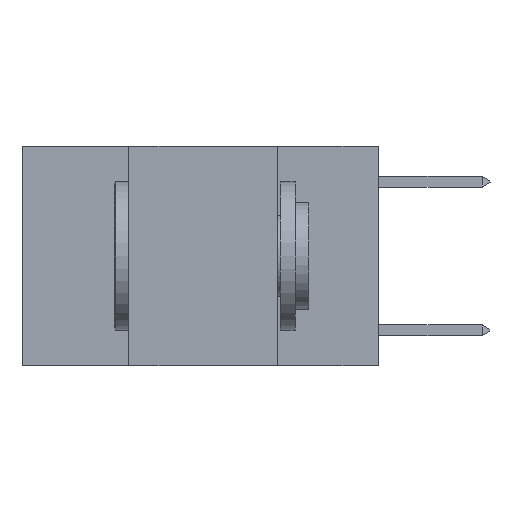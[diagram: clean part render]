
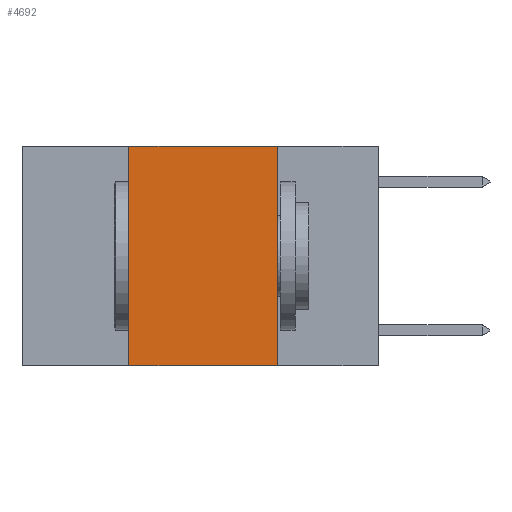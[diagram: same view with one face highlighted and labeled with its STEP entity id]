
A CAD part, left-side view. The second image highlights one B-rep face of the part: STEP entity #4692.
In plain terms, the highlighted planar face has unit normal (-1, 0, 0).
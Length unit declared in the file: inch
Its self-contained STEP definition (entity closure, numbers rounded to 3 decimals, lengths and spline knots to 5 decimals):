
#528 = LINE ( 'NONE', #5304, #2191 ) ;
#692 = ORIENTED_EDGE ( 'NONE', *, *, #5533, .F. ) ;
#1216 = CARTESIAN_POINT ( 'NONE',  ( 0., 0.42, 0. ) ) ;
#1399 = CARTESIAN_POINT ( 'NONE',  ( 0., 0.17, 0. ) ) ;
#2189 = CARTESIAN_POINT ( 'NONE',  ( 0., 0.6, -0.37 ) ) ;
#2191 = VECTOR ( 'NONE', #8150, 39.37008 ) ;
#2243 = CARTESIAN_POINT ( 'NONE',  ( 0., 0.6, 0. ) ) ;
#2649 = EDGE_CURVE ( 'NONE', #5353, #3163, #528, .T. ) ;
#2810 = EDGE_LOOP ( 'NONE', ( #692, #7601, #8749, #8110 ) ) ;
#2812 = VECTOR ( 'NONE', #2822, 39.37008 ) ;
#2822 = DIRECTION ( 'NONE',  ( 0., 0., -1. ) ) ;
#2893 = EDGE_CURVE ( 'NONE', #7433, #5353, #6262, .T. ) ;
#2953 = DIRECTION ( 'NONE',  ( 1., 0., 0. ) ) ;
#3012 = EDGE_CURVE ( 'NONE', #7433, #6300, #6594, .T. ) ;
#3033 = LINE ( 'NONE', #1399, #2812 ) ;
#3163 = VERTEX_POINT ( 'NONE', #8704 ) ;
#3596 = DIRECTION ( 'NONE',  ( 0., -1., 0. ) ) ;
#4309 = CARTESIAN_POINT ( 'NONE',  ( 0., 0.42, -0.37 ) ) ;
#4340 = CARTESIAN_POINT ( 'NONE',  ( 0., 0.17, -0.37 ) ) ;
#4692 = ADVANCED_FACE ( 'NONE', ( #9031 ), #7173, .F. ) ;
#4711 = VECTOR ( 'NONE', #3596, 39.37008 ) ;
#5304 = CARTESIAN_POINT ( 'NONE',  ( 0., 0.6, 0. ) ) ;
#5353 = VERTEX_POINT ( 'NONE', #1216 ) ;
#5533 = EDGE_CURVE ( 'NONE', #3163, #6300, #3033, .T. ) ;
#5574 = DIRECTION ( 'NONE',  ( 0., 0., 1. ) ) ;
#5753 = AXIS2_PLACEMENT_3D ( 'NONE', #2243, #2953, #7887 ) ;
#5821 = VECTOR ( 'NONE', #5574, 39.37008 ) ;
#6262 = LINE ( 'NONE', #6275, #5821 ) ;
#6275 = CARTESIAN_POINT ( 'NONE',  ( 0., 0.42, 0. ) ) ;
#6300 = VERTEX_POINT ( 'NONE', #4340 ) ;
#6594 = LINE ( 'NONE', #2189, #4711 ) ;
#7173 = PLANE ( 'NONE',  #5753 ) ;
#7433 = VERTEX_POINT ( 'NONE', #4309 ) ;
#7601 = ORIENTED_EDGE ( 'NONE', *, *, #2649, .F. ) ;
#7887 = DIRECTION ( 'NONE',  ( 0., 0., -1. ) ) ;
#8110 = ORIENTED_EDGE ( 'NONE', *, *, #3012, .T. ) ;
#8150 = DIRECTION ( 'NONE',  ( 0., -1., 0. ) ) ;
#8704 = CARTESIAN_POINT ( 'NONE',  ( 0., 0.17, 0. ) ) ;
#8749 = ORIENTED_EDGE ( 'NONE', *, *, #2893, .F. ) ;
#9031 = FACE_OUTER_BOUND ( 'NONE', #2810, .T. ) ;
